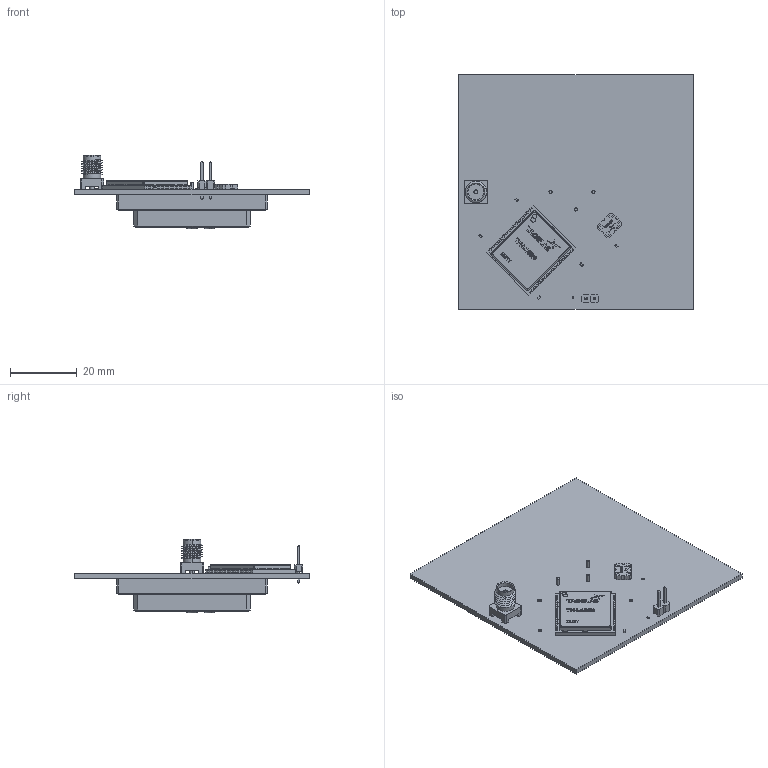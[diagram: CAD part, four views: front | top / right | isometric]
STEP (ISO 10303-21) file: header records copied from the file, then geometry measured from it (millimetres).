
FILE_DESCRIPTION(('Open CASCADE Model'),'2;1');
FILE_NAME('Open CASCADE Shape Model','2025-01-17T14:20:32',('Author'),( 'Open CASCADE'),'Open CASCADE STEP processor 6.8','Open CASCADE 6.8' ,'Unknown');
FILE_SCHEMA(('AUTOMOTIVE_DESIGN { 1 0 10303 214 1 1 1 1 }'));
Length unit declared in the file: millimetre
Products named in the file (24): PCB; Board; Open CASCADE STEP translator 6.8 2.1.1; J2; pcb.smafstj.b.ht_RGB3649492; R1; ERJ-2RK_0402; R2; RC_L; R3; U1; TFM.100B_GNSS_Front_End_Module_3D_Model; R4; D1; PESD2V5Y1BSFYL; J1; PREC002SAAN-RC; 1_row_end_bumps_format; C7; GRM0402; X1; HC125A(HC1400P03S); ANT1; HP54510A
Assembly tree (26 placements, depth 4):
  PCB
    Board
      Open CASCADE STEP translator 6.8 2.1.1
    J2
      pcb.smafstj.b.ht_RGB3649492
    R1
      ERJ-2RK_0402
    R2
      RC_L
    R3
      RC_L
    U1
      TFM.100B_GNSS_Front_End_Module_3D_Model
    R4
      RC_L
    D1
      PESD2V5Y1BSFYL
    J1
      PREC002SAAN-RC
        1_row_end_bumps_format  x2
    C7
      GRM0402
    X1
      HC125A(HC1400P03S)
    ANT1
      HP54510A
Bounding box: 70.4 x 70.4 x 22.02 mm (x, y, z)
Volume: 24904.9 mm3; surface area: 18711.8 mm2
Topology: 36 solids, 36 shells, 1820 faces, 4808 edges, 3167 vertices
Faces by surface type: plane 1306, bspline 350, cylinder 138, cone 10, torus 8, sphere 8
Full cylindrical faces by diameter (mm): 1 x5, 1.275 x1, 1.5 x1
Entity records: 74195 total; most frequent: CARTESIAN_POINT 23500, ORIENTED_EDGE 9072, DIRECTION 6868, EDGE_CURVE 4536, LINE 3524, VECTOR 3524, VERTEX_POINT 2995, FACE_BOUND 1839
